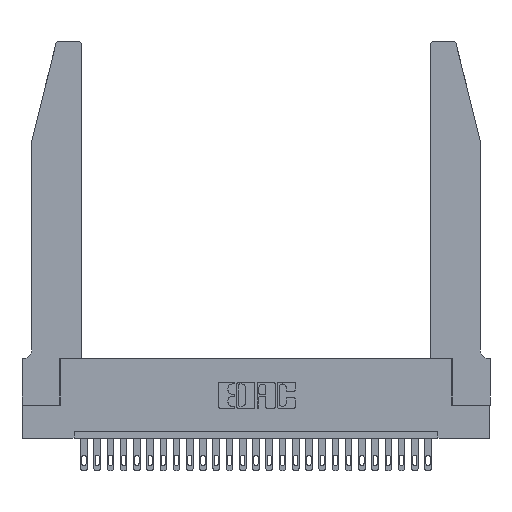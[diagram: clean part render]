
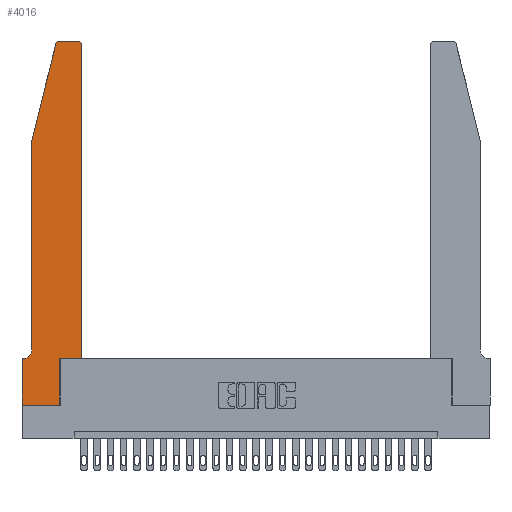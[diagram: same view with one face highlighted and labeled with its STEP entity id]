
A CAD part, top view. The second image highlights one B-rep face of the part: STEP entity #4016.
In plain terms, the highlighted planar face has unit normal (0, 0, 1).
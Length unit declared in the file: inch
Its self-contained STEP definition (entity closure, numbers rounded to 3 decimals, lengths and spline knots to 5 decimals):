
#111 = CARTESIAN_POINT ( 'NONE',  ( 0., 0.35, 0.37 ) ) ;
#291 = EDGE_CURVE ( 'NONE', #24906, #24904, #13885, .T. ) ;
#314 = AXIS2_PLACEMENT_3D ( 'NONE', #8321, #14713, #4239 ) ;
#330 = ORIENTED_EDGE ( 'NONE', *, *, #16848, .T. ) ;
#693 = VERTEX_POINT ( 'NONE', #1153 ) ;
#767 = CIRCLE ( 'NONE', #314, 0.07 ) ;
#912 = DIRECTION ( 'NONE',  ( 1., 0., 0. ) ) ;
#980 = VECTOR ( 'NONE', #2439, 39.37008 ) ;
#1153 = CARTESIAN_POINT ( 'NONE',  ( 0.0055, 0.35, 0.37 ) ) ;
#1346 = ORIENTED_EDGE ( 'NONE', *, *, #16159, .T. ) ;
#1386 = AXIS2_PLACEMENT_3D ( 'NONE', #10302, #10481, #8202 ) ;
#1836 = DIRECTION ( 'NONE',  ( 0., 1., 0. ) ) ;
#1885 = LINE ( 'NONE', #10829, #22122 ) ;
#2269 = VECTOR ( 'NONE', #23033, 39.37008 ) ;
#2439 = DIRECTION ( 'NONE',  ( -1., 0., 0. ) ) ;
#2810 = LINE ( 'NONE', #8496, #24074 ) ;
#4016 = ADVANCED_FACE ( 'NONE', ( #17654 ), #7064, .T. ) ;
#4036 = LINE ( 'NONE', #21136, #26541 ) ;
#4239 = DIRECTION ( 'NONE',  ( -1., 0., 0. ) ) ;
#4247 = EDGE_CURVE ( 'NONE', #20195, #24906, #6507, .T. ) ;
#4441 = EDGE_CURVE ( 'NONE', #25273, #23548, #19885, .T. ) ;
#4627 = ORIENTED_EDGE ( 'NONE', *, *, #4247, .T. ) ;
#5057 = CARTESIAN_POINT ( 'NONE',  ( 0.4505, 2.72, 0.37 ) ) ;
#5128 = CARTESIAN_POINT ( 'NONE',  ( 0., 0.35, 0.37 ) ) ;
#5514 = CARTESIAN_POINT ( 'NONE',  ( 0.4505, 0.35, 0.37 ) ) ;
#5817 = VERTEX_POINT ( 'NONE', #16849 ) ;
#6066 = LINE ( 'NONE', #23116, #17485 ) ;
#6507 = LINE ( 'NONE', #26014, #980 ) ;
#6567 = LINE ( 'NONE', #9009, #7263 ) ;
#7064 = PLANE ( 'NONE',  #9920 ) ;
#7146 = LINE ( 'NONE', #25677, #12014 ) ;
#7263 = VECTOR ( 'NONE', #912, 39.37008 ) ;
#8054 = EDGE_LOOP ( 'NONE', ( #4627, #15756, #13445, #330, #1346, #14572, #9155, #10803, #17562, #19401, #13355, #25226 ) ) ;
#8202 = DIRECTION ( 'NONE',  ( 1., 0., 0. ) ) ;
#8321 = CARTESIAN_POINT ( 'NONE',  ( 0.0055, 0.42, 0.37 ) ) ;
#8496 = CARTESIAN_POINT ( 'NONE',  ( 0.0755, 2., 0.37 ) ) ;
#8657 = VERTEX_POINT ( 'NONE', #111 ) ;
#9009 = CARTESIAN_POINT ( 'NONE',  ( 0.4505, 0.35, 0.37 ) ) ;
#9155 = ORIENTED_EDGE ( 'NONE', *, *, #24833, .T. ) ;
#9323 = DIRECTION ( 'NONE',  ( 1., 0., 0. ) ) ;
#9750 = CARTESIAN_POINT ( 'NONE',  ( 0.0755, 0.42, 0.37 ) ) ;
#9920 = AXIS2_PLACEMENT_3D ( 'NONE', #5128, #17730, #9323 ) ;
#10302 = CARTESIAN_POINT ( 'NONE',  ( 0.4205, 2.72, 0.37 ) ) ;
#10410 = DIRECTION ( 'NONE',  ( 0., -1., 0. ) ) ;
#10481 = DIRECTION ( 'NONE',  ( 0., 0., 1. ) ) ;
#10632 = VERTEX_POINT ( 'NONE', #26253 ) ;
#10688 = AXIS2_PLACEMENT_3D ( 'NONE', #26619, #12289, #24891 ) ;
#10803 = ORIENTED_EDGE ( 'NONE', *, *, #23425, .T. ) ;
#10829 = CARTESIAN_POINT ( 'NONE',  ( 0.0755, 0.35, 0.37 ) ) ;
#12014 = VECTOR ( 'NONE', #13259, 39.37008 ) ;
#12092 = VERTEX_POINT ( 'NONE', #25338 ) ;
#12289 = DIRECTION ( 'NONE',  ( 0., 0., 1. ) ) ;
#12582 = LINE ( 'NONE', #14318, #26317 ) ;
#13259 = DIRECTION ( 'NONE',  ( 1., 0., 0. ) ) ;
#13355 = ORIENTED_EDGE ( 'NONE', *, *, #4441, .T. ) ;
#13445 = ORIENTED_EDGE ( 'NONE', *, *, #23916, .T. ) ;
#13885 = CIRCLE ( 'NONE', #10688, 0.03 ) ;
#14318 = CARTESIAN_POINT ( 'NONE',  ( 0.2865, 0.35, 0.37 ) ) ;
#14440 = CARTESIAN_POINT ( 'NONE',  ( 0.4505, 0.35, 0.37 ) ) ;
#14572 = ORIENTED_EDGE ( 'NONE', *, *, #14689, .T. ) ;
#14689 = EDGE_CURVE ( 'NONE', #693, #8657, #1885, .T. ) ;
#14713 = DIRECTION ( 'NONE',  ( 0., 0., -1. ) ) ;
#14744 = CARTESIAN_POINT ( 'NONE',  ( 0.284, 2.75, 0.37 ) ) ;
#15403 = EDGE_CURVE ( 'NONE', #19466, #5817, #12582, .T. ) ;
#15756 = ORIENTED_EDGE ( 'NONE', *, *, #291, .T. ) ;
#16159 = EDGE_CURVE ( 'NONE', #18436, #693, #767, .T. ) ;
#16848 = EDGE_CURVE ( 'NONE', #12092, #18436, #4036, .T. ) ;
#16849 = CARTESIAN_POINT ( 'NONE',  ( 0.2865, 0.35, 0.37 ) ) ;
#17324 = DIRECTION ( 'NONE',  ( 0., -1., 0. ) ) ;
#17485 = VECTOR ( 'NONE', #10410, 39.37008 ) ;
#17562 = ORIENTED_EDGE ( 'NONE', *, *, #15403, .T. ) ;
#17654 = FACE_OUTER_BOUND ( 'NONE', #8054, .T. ) ;
#17730 = DIRECTION ( 'NONE',  ( 0., 0., 1. ) ) ;
#18436 = VERTEX_POINT ( 'NONE', #9750 ) ;
#19401 = ORIENTED_EDGE ( 'NONE', *, *, #21530, .T. ) ;
#19466 = VERTEX_POINT ( 'NONE', #23446 ) ;
#19885 = LINE ( 'NONE', #14440, #2269 ) ;
#20195 = VERTEX_POINT ( 'NONE', #21796 ) ;
#21006 = CIRCLE ( 'NONE', #1386, 0.03 ) ;
#21136 = CARTESIAN_POINT ( 'NONE',  ( 0.0755, 2., 0.37 ) ) ;
#21530 = EDGE_CURVE ( 'NONE', #5817, #25273, #6567, .T. ) ;
#21796 = CARTESIAN_POINT ( 'NONE',  ( 0.4205, 2.75, 0.37 ) ) ;
#22122 = VECTOR ( 'NONE', #25258, 39.37008 ) ;
#22465 = CARTESIAN_POINT ( 'NONE',  ( 0.25487, 2.72718, 0.37 ) ) ;
#23033 = DIRECTION ( 'NONE',  ( 0., 1., 0. ) ) ;
#23116 = CARTESIAN_POINT ( 'NONE',  ( 0., 0., 0.37 ) ) ;
#23425 = EDGE_CURVE ( 'NONE', #10632, #19466, #7146, .T. ) ;
#23446 = CARTESIAN_POINT ( 'NONE',  ( 0.2865, 0., 0.37 ) ) ;
#23548 = VERTEX_POINT ( 'NONE', #5057 ) ;
#23916 = EDGE_CURVE ( 'NONE', #24904, #12092, #2810, .T. ) ;
#24074 = VECTOR ( 'NONE', #25209, 39.37008 ) ;
#24833 = EDGE_CURVE ( 'NONE', #8657, #10632, #6066, .T. ) ;
#24891 = DIRECTION ( 'NONE',  ( 1., 0., 0. ) ) ;
#24904 = VERTEX_POINT ( 'NONE', #22465 ) ;
#24906 = VERTEX_POINT ( 'NONE', #14744 ) ;
#25209 = DIRECTION ( 'NONE',  ( -0.239, -0.971, 0. ) ) ;
#25226 = ORIENTED_EDGE ( 'NONE', *, *, #26030, .T. ) ;
#25258 = DIRECTION ( 'NONE',  ( -1., 0., 0. ) ) ;
#25273 = VERTEX_POINT ( 'NONE', #5514 ) ;
#25338 = CARTESIAN_POINT ( 'NONE',  ( 0.0755, 2., 0.37 ) ) ;
#25677 = CARTESIAN_POINT ( 'NONE',  ( 0., 0., 0.37 ) ) ;
#26014 = CARTESIAN_POINT ( 'NONE',  ( 0.2605, 2.75, 0.37 ) ) ;
#26030 = EDGE_CURVE ( 'NONE', #23548, #20195, #21006, .T. ) ;
#26253 = CARTESIAN_POINT ( 'NONE',  ( 0., 0., 0.37 ) ) ;
#26317 = VECTOR ( 'NONE', #1836, 39.37008 ) ;
#26541 = VECTOR ( 'NONE', #17324, 39.37008 ) ;
#26619 = CARTESIAN_POINT ( 'NONE',  ( 0.284, 2.72, 0.37 ) ) ;
